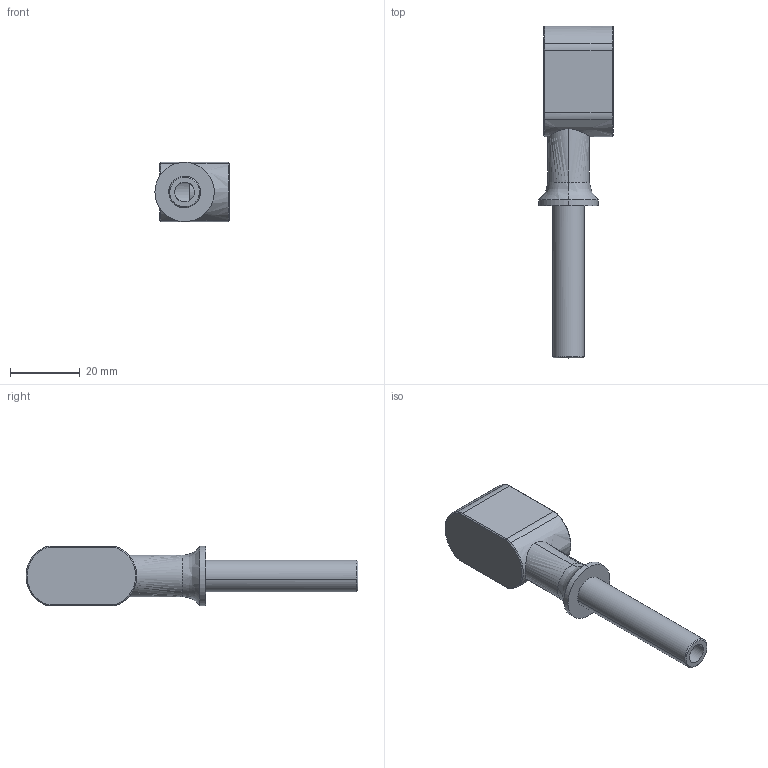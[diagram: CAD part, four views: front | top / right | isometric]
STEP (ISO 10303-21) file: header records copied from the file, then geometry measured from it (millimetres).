
FILE_DESCRIPTION(('FreeCAD Model'),'2;1');
FILE_NAME('Open CASCADE Shape Model','2025-05-04T12:54:32',('FreeCAD'),( 'FreeCAD'),'Open CASCADE STEP processor 7.6','FreeCAD','Unknown');
FILE_SCHEMA(('AUTOMOTIVE_DESIGN { 1 0 10303 214 1 1 1 1 }'));
Length unit declared in the file: millimetre
Products named in the file (1): Open CASCADE STEP translator 7.6 1
Bounding box: 21.31 x 95.5 x 17.05 mm (x, y, z)
Volume: 12317.5 mm3; surface area: 9593.3 mm2
Topology: 4 solids, 4 shells, 115 faces, 285 edges, 174 vertices
Faces by surface type: bspline 115
Entity records: 3485 total; most frequent: CARTESIAN_POINT 1925, ORIENTED_EDGE 562, EDGE_CURVE 281, VERTEX_POINT 174, B_SPLINE_CURVE_WITH_KNOTS 140, FACE_BOUND 121, EDGE_LOOP 121, ADVANCED_FACE 115
